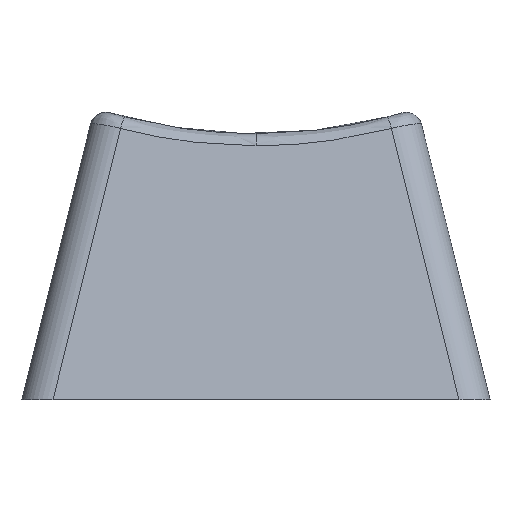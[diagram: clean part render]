
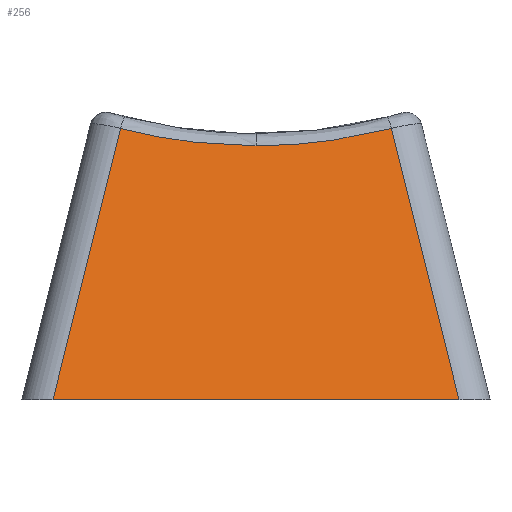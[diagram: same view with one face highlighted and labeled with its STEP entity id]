
A CAD part, left-side view. The second image highlights one B-rep face of the part: STEP entity #256.
In plain terms, the highlighted planar face has unit normal (-0.97, 0, 0.241).
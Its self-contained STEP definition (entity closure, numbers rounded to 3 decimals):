
#207=CARTESIAN_POINT('',(10.059,-74.4,2.145));
#208=DIRECTION('',(-0.97,0.,0.242));
#209=DIRECTION('',(0.242,0.,0.97));
#210=AXIS2_PLACEMENT_3D('',#207,#208,#209);
#211=PLANE('',#210);
#212=CARTESIAN_POINT('',(12.164,-79.698,10.604));
#213=VERTEX_POINT('',#212);
#214=CARTESIAN_POINT('',(11.996,-74.4,9.926));
#215=VERTEX_POINT('',#214);
#216=CARTESIAN_POINT('',(17.235,-74.4,30.975));
#217=DIRECTION('',(0.97,-0.,-0.242));
#218=DIRECTION('',(-0.242,-0.,-0.97));
#219=AXIS2_PLACEMENT_3D('',#216,#217,#218);
#220=ELLIPSE('',#219,21.691,21.049);
#221=EDGE_CURVE('',#213,#215,#220,.T.);
#222=ORIENTED_EDGE('',*,*,#221,.T.);
#223=CARTESIAN_POINT('',(12.164,-69.102,10.604));
#224=VERTEX_POINT('',#223);
#225=CARTESIAN_POINT('',(17.235,-74.4,30.975));
#226=DIRECTION('',(0.97,-0.,-0.242));
#227=DIRECTION('',(-0.242,-0.,-0.97));
#228=AXIS2_PLACEMENT_3D('',#225,#226,#227);
#229=ELLIPSE('',#228,21.691,21.049);
#230=EDGE_CURVE('',#215,#224,#229,.T.);
#231=ORIENTED_EDGE('',*,*,#230,.T.);
#232=CARTESIAN_POINT('',(9.525,-66.463,0.));
#233=VERTEX_POINT('',#232);
#234=CARTESIAN_POINT('',(12.164,-69.102,10.604));
#235=DIRECTION('',(-0.235,0.235,-0.943));
#236=VECTOR('',#235,11.241);
#237=LINE('',#234,#236);
#238=EDGE_CURVE('',#224,#233,#237,.T.);
#239=ORIENTED_EDGE('',*,*,#238,.T.);
#240=CARTESIAN_POINT('',(9.525,-82.337,0.));
#241=VERTEX_POINT('',#240);
#242=CARTESIAN_POINT('',(9.525,-66.463,0.));
#243=DIRECTION('',(-0.,-1.,-0.));
#244=VECTOR('',#243,15.874);
#245=LINE('',#242,#244);
#246=EDGE_CURVE('',#233,#241,#245,.T.);
#247=ORIENTED_EDGE('',*,*,#246,.T.);
#248=CARTESIAN_POINT('',(9.525,-82.337,0.));
#249=DIRECTION('',(0.235,0.235,0.943));
#250=VECTOR('',#249,11.241);
#251=LINE('',#248,#250);
#252=EDGE_CURVE('',#241,#213,#251,.T.);
#253=ORIENTED_EDGE('',*,*,#252,.T.);
#254=EDGE_LOOP('',(#222,#231,#239,#247,#253));
#255=FACE_BOUND('',#254,.T.);
#256=ADVANCED_FACE('',(#255),#211,.T.);
